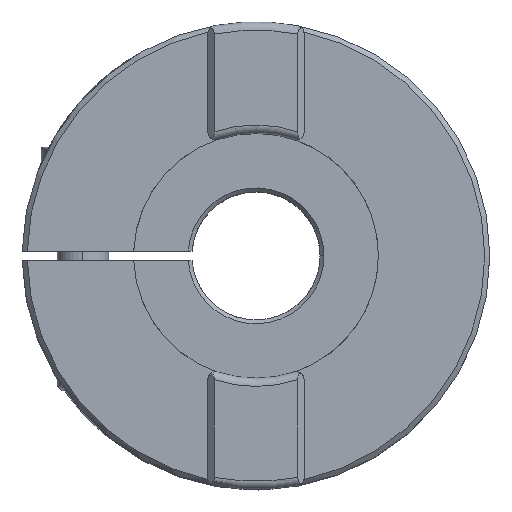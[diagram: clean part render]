
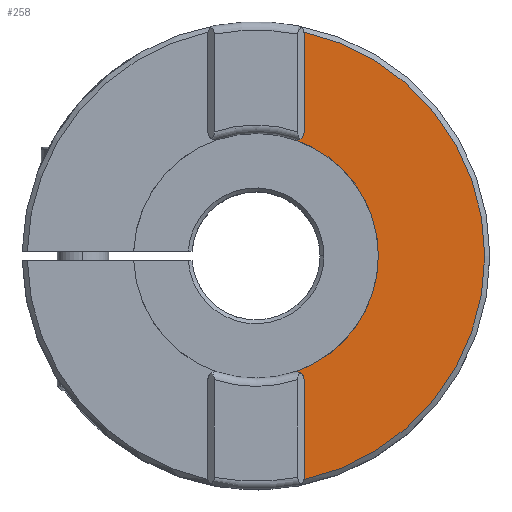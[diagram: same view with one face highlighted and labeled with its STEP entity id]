
A CAD part, top view. The second image highlights one B-rep face of the part: STEP entity #258.
In plain terms, the highlighted planar face has unit normal (0, 0, 1).
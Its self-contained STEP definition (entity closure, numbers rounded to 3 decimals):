
#85 = EDGE_CURVE ( 'NONE', #2805, #1480, #3250, .T. ) ;
#110 = CARTESIAN_POINT ( 'NONE',  ( 0., 0., 25. ) ) ;
#155 = ORIENTED_EDGE ( 'NONE', *, *, #85, .T. ) ;
#175 = CARTESIAN_POINT ( 'NONE',  ( 6.3, -19.298, 25. ) ) ;
#258 = ADVANCED_FACE ( 'NONE', ( #1370 ), #3297, .T. ) ;
#316 = CIRCLE ( 'NONE', #873, 19.1 ) ;
#386 = EDGE_CURVE ( 'NONE', #2516, #1844, #3086, .T. ) ;
#422 = CIRCLE ( 'NONE', #475, 19.1 ) ;
#426 = VERTEX_POINT ( 'NONE', #1451 ) ;
#475 = AXIS2_PLACEMENT_3D ( 'NONE', #2459, #877, #2166 ) ;
#528 = DIRECTION ( 'NONE',  ( 1., 0., 0. ) ) ;
#531 = LINE ( 'NONE', #1597, #1205 ) ;
#707 = ORIENTED_EDGE ( 'NONE', *, *, #2731, .F. ) ;
#793 = DIRECTION ( 'NONE',  ( 0., 0., -1. ) ) ;
#873 = AXIS2_PLACEMENT_3D ( 'NONE', #110, #3046, #1187 ) ;
#877 = DIRECTION ( 'NONE',  ( 0., 0., -1. ) ) ;
#987 = DIRECTION ( 'NONE',  ( 1., 0., 0. ) ) ;
#1044 = CARTESIAN_POINT ( 'NONE',  ( 0., 0., 25. ) ) ;
#1186 = CARTESIAN_POINT ( 'NONE',  ( 7.5, 19.298, 25. ) ) ;
#1187 = DIRECTION ( 'NONE',  ( 1., 0., 0. ) ) ;
#1205 = VECTOR ( 'NONE', #2155, 1000. ) ;
#1261 = ORIENTED_EDGE ( 'NONE', *, *, #386, .T. ) ;
#1370 = FACE_OUTER_BOUND ( 'NONE', #2326, .T. ) ;
#1400 = CARTESIAN_POINT ( 'NONE',  ( 7.5, 34.903, 25. ) ) ;
#1405 = EDGE_CURVE ( 'NONE', #1844, #2068, #531, .T. ) ;
#1451 = CARTESIAN_POINT ( 'NONE',  ( 5.928, 18.157, 25. ) ) ;
#1480 = VERTEX_POINT ( 'NONE', #1186 ) ;
#1518 = ORIENTED_EDGE ( 'NONE', *, *, #1852, .T. ) ;
#1556 = ORIENTED_EDGE ( 'NONE', *, *, #2606, .T. ) ;
#1578 = AXIS2_PLACEMENT_3D ( 'NONE', #175, #3075, #987 ) ;
#1597 = CARTESIAN_POINT ( 'NONE',  ( 7.5, 35.721, 25. ) ) ;
#1734 = DIRECTION ( 'NONE',  ( 1., 0., 0. ) ) ;
#1844 = VERTEX_POINT ( 'NONE', #1974 ) ;
#1852 = EDGE_CURVE ( 'NONE', #426, #2198, #422, .T. ) ;
#1870 = CIRCLE ( 'NONE', #3204, 1.2 ) ;
#1878 = DIRECTION ( 'NONE',  ( 0., -1., 0. ) ) ;
#1974 = CARTESIAN_POINT ( 'NONE',  ( 7.5, -19.298, 25. ) ) ;
#2068 = VERTEX_POINT ( 'NONE', #2908 ) ;
#2075 = ORIENTED_EDGE ( 'NONE', *, *, #1405, .T. ) ;
#2155 = DIRECTION ( 'NONE',  ( 0., -1., 0. ) ) ;
#2162 = EDGE_CURVE ( 'NONE', #1480, #426, #1870, .T. ) ;
#2166 = DIRECTION ( 'NONE',  ( 1., 0., 0. ) ) ;
#2169 = DIRECTION ( 'NONE',  ( 0., 0., 1. ) ) ;
#2198 = VERTEX_POINT ( 'NONE', #2562 ) ;
#2287 = CARTESIAN_POINT ( 'NONE',  ( 6.3, 19.298, 25. ) ) ;
#2302 = DIRECTION ( 'NONE',  ( 0., 0., -1. ) ) ;
#2326 = EDGE_LOOP ( 'NONE', ( #155, #2847, #1518, #1556, #1261, #2075, #707 ) ) ;
#2436 = CARTESIAN_POINT ( 'NONE',  ( 7.5, 35.721, 25. ) ) ;
#2459 = CARTESIAN_POINT ( 'NONE',  ( 0., 0., 25. ) ) ;
#2516 = VERTEX_POINT ( 'NONE', #2525 ) ;
#2525 = CARTESIAN_POINT ( 'NONE',  ( 5.928, -18.157, 25. ) ) ;
#2562 = CARTESIAN_POINT ( 'NONE',  ( 19.1, 0., 25. ) ) ;
#2587 = VECTOR ( 'NONE', #1878, 1000. ) ;
#2597 = AXIS2_PLACEMENT_3D ( 'NONE', #1044, #793, #528 ) ;
#2606 = EDGE_CURVE ( 'NONE', #2198, #2516, #316, .T. ) ;
#2731 = EDGE_CURVE ( 'NONE', #2805, #2068, #3320, .T. ) ;
#2742 = DIRECTION ( 'NONE',  ( 1., 0., 0. ) ) ;
#2805 = VERTEX_POINT ( 'NONE', #1400 ) ;
#2847 = ORIENTED_EDGE ( 'NONE', *, *, #2162, .T. ) ;
#2908 = CARTESIAN_POINT ( 'NONE',  ( 7.5, -34.903, 25. ) ) ;
#3021 = CARTESIAN_POINT ( 'NONE',  ( 0., 0., 25. ) ) ;
#3032 = AXIS2_PLACEMENT_3D ( 'NONE', #3021, #2169, #2742 ) ;
#3046 = DIRECTION ( 'NONE',  ( 0., 0., -1. ) ) ;
#3075 = DIRECTION ( 'NONE',  ( 0., 0., -1. ) ) ;
#3086 = CIRCLE ( 'NONE', #1578, 1.2 ) ;
#3204 = AXIS2_PLACEMENT_3D ( 'NONE', #2287, #2302, #1734 ) ;
#3250 = LINE ( 'NONE', #2436, #2587 ) ;
#3297 = PLANE ( 'NONE',  #3032 ) ;
#3320 = CIRCLE ( 'NONE', #2597, 35.7 ) ;
